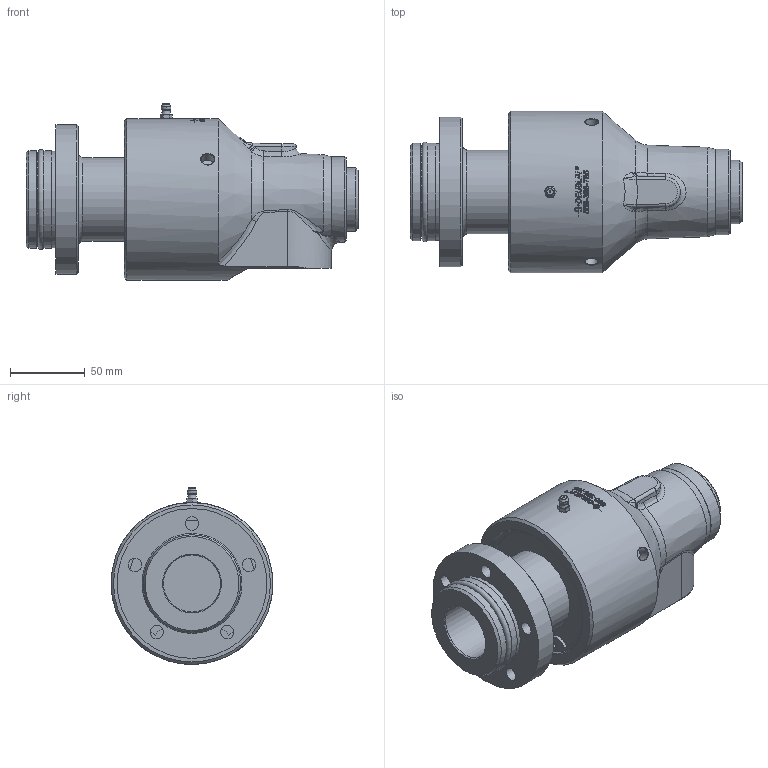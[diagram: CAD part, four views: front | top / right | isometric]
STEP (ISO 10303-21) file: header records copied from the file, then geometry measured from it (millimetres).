
FILE_DESCRIPTION(/* description */ (''),/* implementation_level */ '2;1');
FILE_NAME(/* name */ '555-385-765-IC.stp',/* time_stamp */ '2020-05-20T14:10:38-05:00',/* author */ ('GALINDOLM'),/* organization */ (''),/* preprocessor_version */ 'ST-DEVELOPER v18',/* originating_system */ 'Autodesk Inventor 2020',/* authorisation */ '');
FILE_SCHEMA (('AUTOMOTIVE_DESIGN { 1 0 10303 214 3 1 1 }'));
Length unit declared in the file: millimetre
Products named in the file (1): 555-385-765-IC
Bounding box: 221.6 x 108 x 117.99 mm (x, y, z)
Volume: 1087937 mm3; surface area: 109262.6 mm2
Topology: 2 solids, 6 shells, 546 faces, 1460 edges, 975 vertices
Faces by surface type: plane 249, bspline 173, cylinder 86, cone 27, torus 9, sphere 2
Full cylindrical faces by diameter (mm): 3 x1, 3.12 x2, 3.2 x1, 4.361 x2, 5.359 x1, 8.6 x3, 9 x5, 15 x5, 22.5 x1, 38.1 x1, 44.845 x1, 56 x1, 57 x1, 58.67 x2, 64.6 x1, 65 x2, 90.07 x1, 91 x1, 97.2 x1, 100 x1, 108 x1
Entity records: 23626 total; most frequent: CARTESIAN_POINT 10429, ORIENTED_EDGE 2906, DIRECTION 2392, EDGE_CURVE 1453, VERTEX_POINT 975, AXIS2_PLACEMENT_3D 953, EDGE_LOOP 615, FACE_OUTER_BOUND 546
